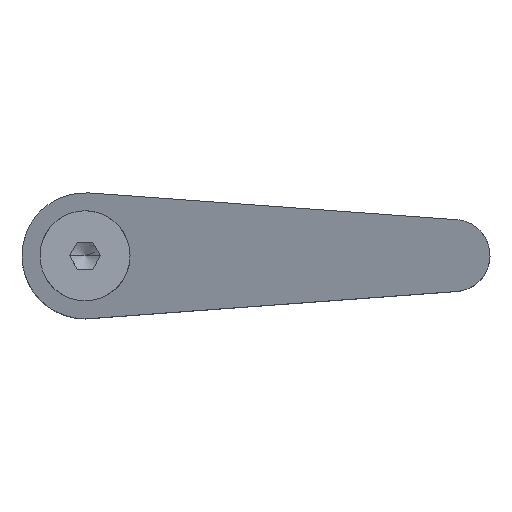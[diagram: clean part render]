
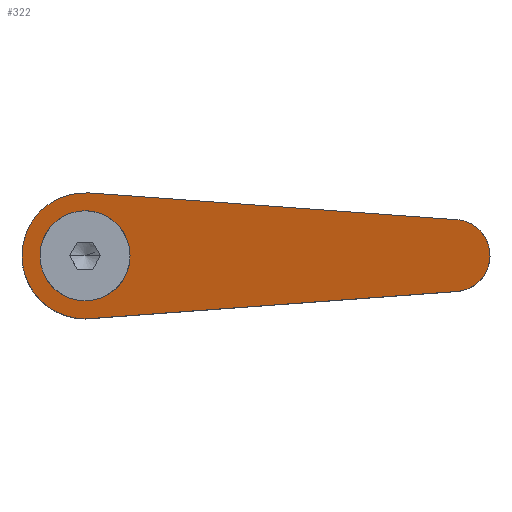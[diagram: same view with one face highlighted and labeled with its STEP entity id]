
A CAD part, top view. The second image highlights one B-rep face of the part: STEP entity #322.
In plain terms, the highlighted planar face has unit normal (-0.28, 0, 0.96).
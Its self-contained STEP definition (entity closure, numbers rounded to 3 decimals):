
#212=VERTEX_POINT('',#562);
#216=EDGE_CURVE('',#492,#226,#566,.T.);
#226=VERTEX_POINT('',#576);
#244=EDGE_CURVE('',#226,#504,#595,.T.);
#248=EDGE_CURVE('',#504,#492,#599,.T.);
#284=EDGE_CURVE('',#412,#520,#640,.T.);
#322=ADVANCED_FACE('',(#684,#685),#686,.F.);
#392=VERTEX_POINT('',#766);
#412=VERTEX_POINT('',#788);
#414=EDGE_CURVE('',#520,#212,#790,.T.);
#460=EDGE_CURVE('',#212,#392,#841,.T.);
#470=EDGE_CURVE('',#392,#506,#852,.T.);
#492=VERTEX_POINT('',#877);
#500=EDGE_CURVE('',#506,#412,#885,.T.);
#504=VERTEX_POINT('',#889);
#506=VERTEX_POINT('',#891);
#520=VERTEX_POINT('',#907);
#562=CARTESIAN_POINT('',(0.512,-6.981,54.694));
#566=ELLIPSE('',#963,5.209,5.0);
#576=CARTESIAN_POINT('',(0.,5.0,54.545));
#595=ELLIPSE('',#1015,5.209,5.0);
#599=ELLIPSE('',#1022,5.209,5.0);
#640=ELLIPSE('',#1092,7.293,7.0);
#684=FACE_OUTER_BOUND('',#1158,.T.);
#685=FACE_BOUND('',#1159,.T.);
#686=PLANE('',#1160);
#766=CARTESIAN_POINT('',(41.293,-3.989,66.606));
#788=CARTESIAN_POINT('',(0.512,6.981,54.694));
#790=ELLIPSE('',#1298,7.293,7.0);
#841=LINE('',#1382,#1383);
#852=ELLIPSE('',#1395,4.167,4.);
#877=CARTESIAN_POINT('',(0.,-5.0,54.545));
#885=LINE('',#1449,#1450);
#889=CARTESIAN_POINT('',(-1.548,-4.754,54.092));
#891=CARTESIAN_POINT('',(41.293,3.989,66.606));
#907=CARTESIAN_POINT('',(-7.,0.,52.5));
#963=AXIS2_PLACEMENT_3D('',#1505,#1506,#1507);
#1015=AXIS2_PLACEMENT_3D('',#1527,#1528,#1529);
#1022=AXIS2_PLACEMENT_3D('',#1531,#1532,#1533);
#1092=AXIS2_PLACEMENT_3D('',#1582,#1583,#1584);
#1158=EDGE_LOOP('',(#1647,#1648,#1649,#1650,#1651));
#1159=EDGE_LOOP('',(#1652,#1653,#1654));
#1160=AXIS2_PLACEMENT_3D('',#1655,#1656,#1657);
#1298=AXIS2_PLACEMENT_3D('',#1766,#1767,#1768);
#1382=CARTESIAN_POINT('',(44.068,-3.786,67.417));
#1383=VECTOR('',#1835,1.0);
#1395=AXIS2_PLACEMENT_3D('',#1844,#1845,#1846);
#1449=CARTESIAN_POINT('',(25.273,5.165,61.927));
#1450=VECTOR('',#1883,1.0);
#1505=CARTESIAN_POINT('',(0.0,0.0,54.545));
#1506=DIRECTION('',(-0.28,0.,0.96));
#1507=DIRECTION('',(-0.96,0.0,-0.28));
#1527=CARTESIAN_POINT('',(0.0,0.0,54.545));
#1528=DIRECTION('',(-0.28,0.,0.96));
#1529=DIRECTION('',(-0.96,0.0,-0.28));
#1531=CARTESIAN_POINT('',(0.0,0.0,54.545));
#1532=DIRECTION('',(-0.28,0.,0.96));
#1533=DIRECTION('',(-0.96,0.0,-0.28));
#1582=CARTESIAN_POINT('',(0.,0.,54.545));
#1583=DIRECTION('',(-0.28,0.,0.96));
#1584=DIRECTION('',(-0.96,0.,-0.28));
#1647=ORIENTED_EDGE('',*,*,#284,.T.);
#1648=ORIENTED_EDGE('',*,*,#414,.T.);
#1649=ORIENTED_EDGE('',*,*,#460,.T.);
#1650=ORIENTED_EDGE('',*,*,#470,.T.);
#1651=ORIENTED_EDGE('',*,*,#500,.T.);
#1652=ORIENTED_EDGE('',*,*,#248,.F.);
#1653=ORIENTED_EDGE('',*,*,#244,.F.);
#1654=ORIENTED_EDGE('',*,*,#216,.F.);
#1655=CARTESIAN_POINT('',(19.395,0.,60.21));
#1656=DIRECTION('',(0.28,0.,-0.96));
#1657=DIRECTION('',(0.269,0.96,0.079));
#1766=CARTESIAN_POINT('',(0.,0.,54.545));
#1767=DIRECTION('',(-0.28,0.,0.96));
#1768=DIRECTION('',(-0.96,0.,-0.28));
#1835=DIRECTION('',(0.958,0.07,0.28));
#1844=CARTESIAN_POINT('',(41.0,0.0,66.521));
#1845=DIRECTION('',(-0.28,0.,0.96));
#1846=DIRECTION('',(0.96,0.,0.28));
#1883=DIRECTION('',(-0.958,0.07,-0.28));
